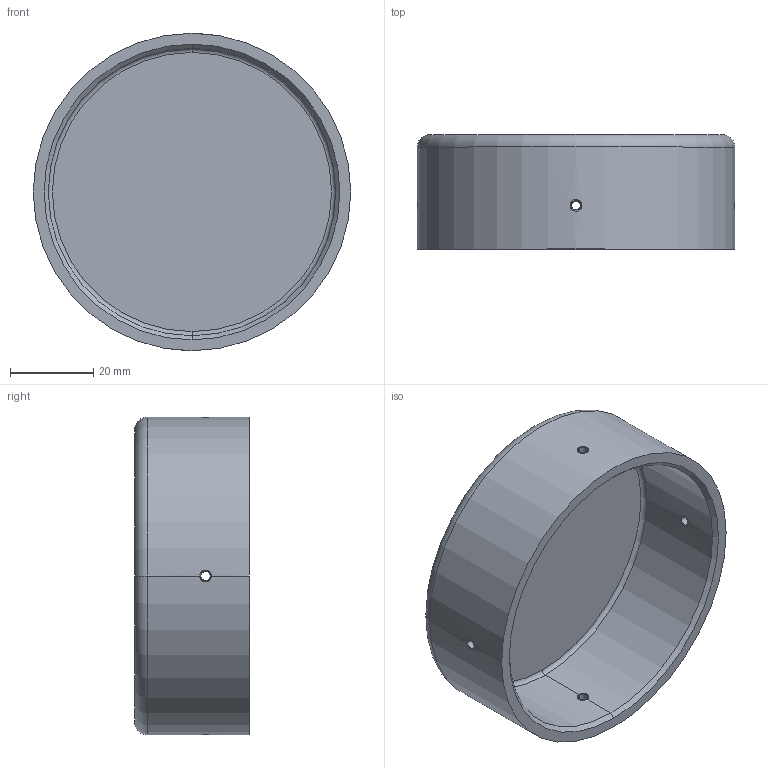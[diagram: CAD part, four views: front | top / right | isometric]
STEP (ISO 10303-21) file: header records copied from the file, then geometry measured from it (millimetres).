
FILE_DESCRIPTION((''),'2;1');
FILE_NAME('179663_ASM','2015-04-27T',('pdmadmin'),(''),'PRO/ENGINEER BY PARAMETRIC TECHNOLOGY CORPORATION, 2013230','PRO/ENGINEER BY PARAMETRIC TECHNOLOGY CORPORATION, 2013230','');
FILE_SCHEMA(('CONFIG_CONTROL_DESIGN'));
Length unit declared in the file: millimetre
Products named in the file (2): 179449; 179663_ASM
Assembly tree (1 placements, depth 2):
  179663_ASM
    179449
Bounding box: 76.2 x 27.5 x 76.2 mm (x, y, z)
Volume: 33895.6 mm3; surface area: 20643.3 mm2
Topology: 1 solids, 5 shells, 29 faces, 76 edges, 46 vertices
Faces by surface type: cylinder 20, torus 4, plane 3, cone 2
Entity records: 1284 total; most frequent: CARTESIAN_POINT 544, ORIENTED_EDGE 136, DIRECTION 130, EDGE_CURVE 76, AXIS2_PLACEMENT_3D 52, VERTEX_POINT 46, EDGE_LOOP 34, B_SPLINE_CURVE_WITH_KNOTS 32
